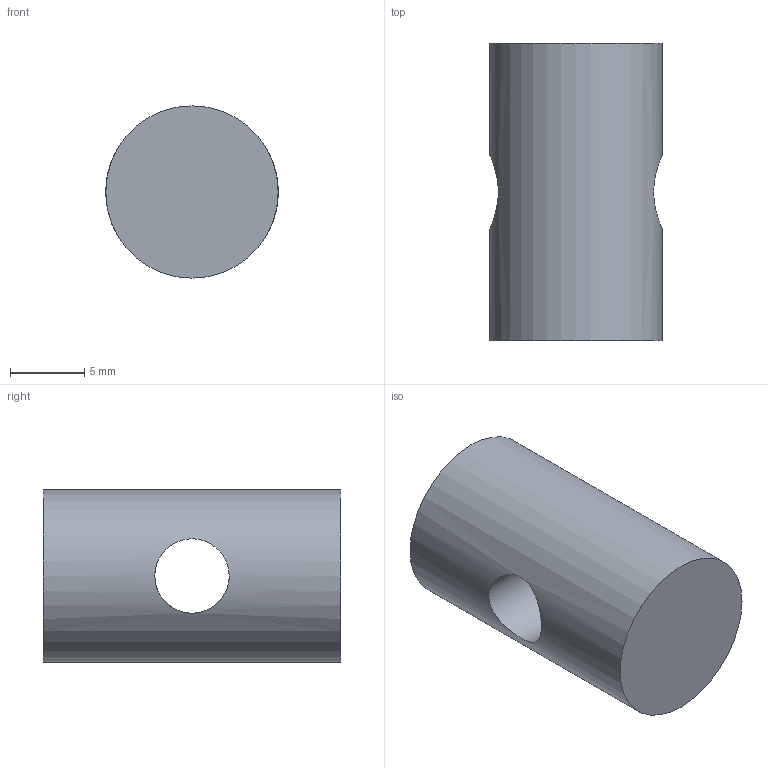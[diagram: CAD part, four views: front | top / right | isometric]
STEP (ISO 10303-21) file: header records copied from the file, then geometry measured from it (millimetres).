
FILE_DESCRIPTION(('FreeCAD Model'),'2;1');
FILE_NAME('Open CASCADE Shape Model','2024-12-20T13:48:21',(''),(''), 'Open CASCADE STEP processor 7.6','FreeCAD','Unknown');
FILE_SCHEMA(('AUTOMOTIVE_DESIGN { 1 0 10303 214 1 1 1 1 }'));
Length unit declared in the file: millimetre
Products named in the file (1): xcentric-part2
Bounding box: 11.6 x 20 x 11.6 mm (x, y, z)
Volume: 1891.3 mm3; surface area: 1073.4 mm2
Topology: 1 solids, 1 shells, 4 faces, 8 edges, 5 vertices
Faces by surface type: cylinder 2, plane 2
Full cylindrical faces by diameter (mm): 5 x1, 11.6 x1
Entity records: 334 total; most frequent: CARTESIAN_POINT 226, DIRECTION 17, ORIENTED_EDGE 16, EDGE_CURVE 8, AXIS2_PLACEMENT_3D 7, FACE_BOUND 5, EDGE_LOOP 5, VERTEX_POINT 5
